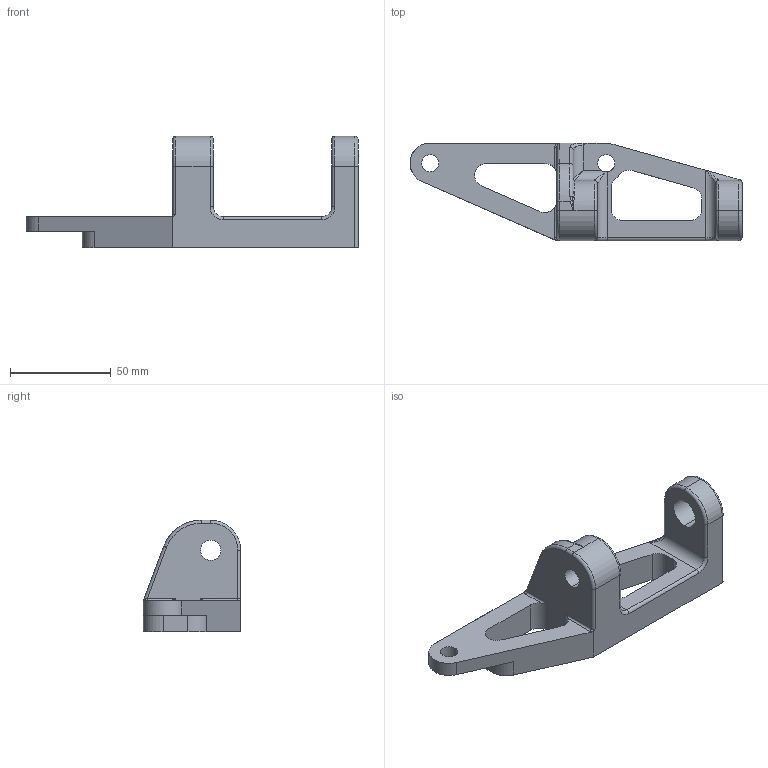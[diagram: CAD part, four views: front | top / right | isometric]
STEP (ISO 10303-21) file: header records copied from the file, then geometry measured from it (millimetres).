
FILE_DESCRIPTION (( 'STEP AP203' ), '1' );
FILE_NAME ('Support_alternateur_4AGE.STEP', '2020-05-02T14:24:48', ( '' ), ( '' ), 'SwSTEP 2.0', 'SolidWorks 2019', '' );
FILE_SCHEMA (( 'CONFIG_CONTROL_DESIGN' ));
Length unit declared in the file: millimetre
Products named in the file (1): Support_alternateur_4AGE
Bounding box: 165 x 48.5 x 55.5 mm (x, y, z)
Volume: 100648.5 mm3; surface area: 26224.7 mm2
Topology: 1 solids, 1 shells, 97 faces, 257 edges, 156 vertices
Faces by surface type: cylinder 46, plane 26, torus 14, bspline 11
Entity records: 3387 total; most frequent: CARTESIAN_POINT 953, ORIENTED_EDGE 506, DIRECTION 497, EDGE_CURVE 253, AXIS2_PLACEMENT_3D 192, VERTEX_POINT 156, VECTOR 113, LINE 113
